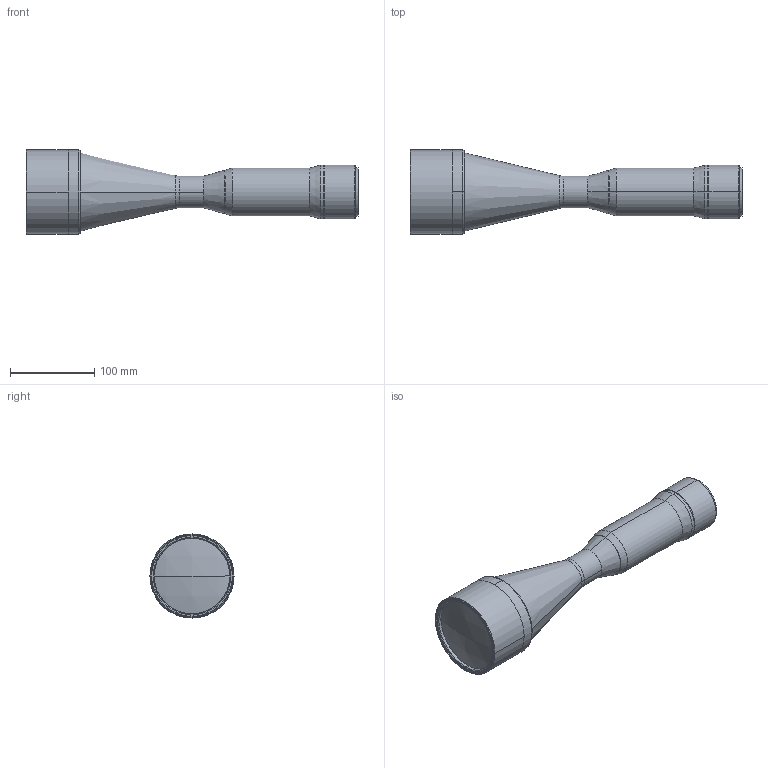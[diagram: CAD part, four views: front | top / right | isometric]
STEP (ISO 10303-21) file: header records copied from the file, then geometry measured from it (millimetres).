
FILE_DESCRIPTION (( 'STEP AP203' ), '1' );
FILE_NAME ('TC16M064-K.step', '2018-11-27T16:05:50', ( '' ), ( '' ), 'SwSTEP 2.0', 'SolidWorks 2018', '' );
FILE_SCHEMA (( 'CONFIG_CONTROL_DESIGN' ));
Length unit declared in the file: millimetre
Products named in the file (1): TC16M064-K
Bounding box: 394.66 x 100 x 100 mm (x, y, z)
Surface area: 109988.5 mm2 (no closed solid volume)
Topology: 0 solids, 9 shells, 69 faces, 176 edges, 119 vertices
Faces by surface type: cylinder 28, plane 19, cone 14, torus 6, sphere 2
Entity records: 2217 total; most frequent: DIRECTION 428, CARTESIAN_POINT 377, ORIENTED_EDGE 300, AXIS2_PLACEMENT_3D 186, EDGE_CURVE 176, VERTEX_POINT 119, CIRCLE 116, EDGE_LOOP 86
